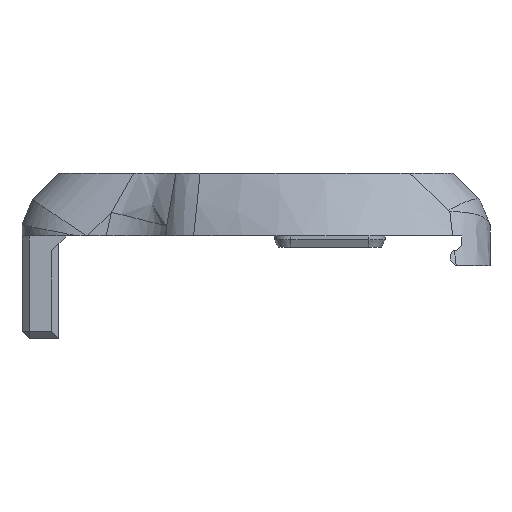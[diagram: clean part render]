
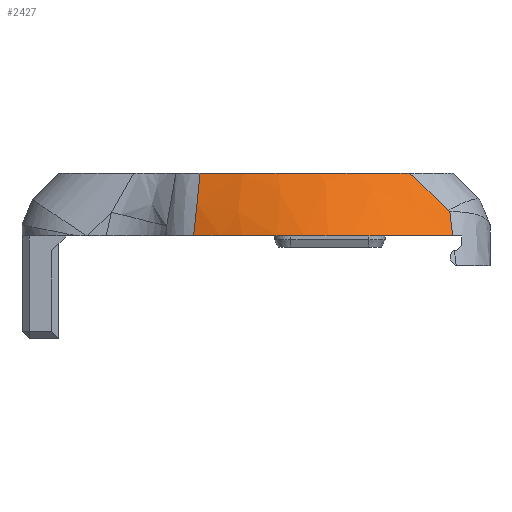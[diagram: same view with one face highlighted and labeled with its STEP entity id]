
A CAD part, front view. The second image highlights one B-rep face of the part: STEP entity #2427.
In plain terms, the highlighted conical face has half-angle 56.494 degrees and reference radius 8.431 mm.
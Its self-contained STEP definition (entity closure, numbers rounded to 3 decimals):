
#38=CONICAL_SURFACE('',#2601,8.432,0.986);
#62=(
BOUNDED_CURVE()
B_SPLINE_CURVE(2,(#3535,#3536,#3537),.UNSPECIFIED.,.F.,.F.)
B_SPLINE_CURVE_WITH_KNOTS((3,3),(0.219,1.974),
 .UNSPECIFIED.)
CURVE()
GEOMETRIC_REPRESENTATION_ITEM()
RATIONAL_B_SPLINE_CURVE((1.191,1.871,1.146))
REPRESENTATION_ITEM('')
);
#68=(
BOUNDED_CURVE()
B_SPLINE_CURVE(2,(#4000,#4001,#4002),.UNSPECIFIED.,.F.,.F.)
B_SPLINE_CURVE_WITH_KNOTS((3,3),(3.183,6.365),
 .UNSPECIFIED.)
CURVE()
GEOMETRIC_REPRESENTATION_ITEM()
RATIONAL_B_SPLINE_CURVE((2.601,2.955,2.417))
REPRESENTATION_ITEM('')
);
#94=B_SPLINE_CURVE_WITH_KNOTS('',3,(#3969,#3970,#3971,#3972),
 .UNSPECIFIED.,.F.,.F.,(4,4),(1.794,2.131),
 .UNSPECIFIED.);
#97=B_SPLINE_CURVE_WITH_KNOTS('',3,(#3986,#3987,#3988,#3989),
 .UNSPECIFIED.,.F.,.F.,(4,4),(-1.96,-1.833),
 .UNSPECIFIED.);
#98=B_SPLINE_CURVE_WITH_KNOTS('',3,(#3991,#3992,#3993,#3994),
 .UNSPECIFIED.,.F.,.F.,(4,4),(1.197,1.206),
 .UNSPECIFIED.);
#99=B_SPLINE_CURVE_WITH_KNOTS('',3,(#3996,#3997,#3998,#3999),
 .UNSPECIFIED.,.F.,.F.,(4,4),(1.198,1.437),
 .UNSPECIFIED.);
#250=FACE_OUTER_BOUND('',#395,.T.);
#395=EDGE_LOOP('',(#1958,#1959,#1960,#1961,#1962,#1963));
#1045=VERTEX_POINT('',#3526);
#1046=VERTEX_POINT('',#3534);
#1132=VERTEX_POINT('',#3968);
#1134=VERTEX_POINT('',#3985);
#1135=VERTEX_POINT('',#3990);
#1136=VERTEX_POINT('',#3995);
#1309=EDGE_CURVE('',#1045,#1046,#62,.T.);
#1437=EDGE_CURVE('',#1046,#1132,#94,.T.);
#1440=EDGE_CURVE('',#1134,#1045,#97,.T.);
#1441=EDGE_CURVE('',#1135,#1134,#98,.T.);
#1442=EDGE_CURVE('',#1136,#1135,#99,.T.);
#1443=EDGE_CURVE('',#1132,#1136,#68,.F.);
#1958=ORIENTED_EDGE('',*,*,#1309,.F.);
#1959=ORIENTED_EDGE('',*,*,#1440,.F.);
#1960=ORIENTED_EDGE('',*,*,#1441,.F.);
#1961=ORIENTED_EDGE('',*,*,#1442,.F.);
#1962=ORIENTED_EDGE('',*,*,#1443,.F.);
#1963=ORIENTED_EDGE('',*,*,#1437,.F.);
#2427=ADVANCED_FACE('',(#250),#38,.T.);
#2601=AXIS2_PLACEMENT_3D('',#3984,#3084,#3085);
#3084=DIRECTION('center_axis',(0.,1.,0.));
#3085=DIRECTION('ref_axis',(1.,0.,0.));
#3526=CARTESIAN_POINT('',(6.645,-4.827,5.6));
#3534=CARTESIAN_POINT('',(-7.37,-4.455,5.6));
#3535=CARTESIAN_POINT('Ctrl Pts',(6.645,-4.827,5.6));
#3536=CARTESIAN_POINT('Ctrl Pts',(-0.143,-8.264,
5.6));
#3537=CARTESIAN_POINT('Ctrl Pts',(-7.37,-4.455,5.6));
#3968=CARTESIAN_POINT('',(-7.02,-3.026,9.));
#3969=CARTESIAN_POINT('Ctrl Pts',(-7.37,-4.455,5.6));
#3970=CARTESIAN_POINT('Ctrl Pts',(-7.238,-4.038,6.815));
#3971=CARTESIAN_POINT('Ctrl Pts',(-7.119,-3.546,7.93));
#3972=CARTESIAN_POINT('Ctrl Pts',(-7.02,-3.026,9.));
#3984=CARTESIAN_POINT('Origin',(-0.002,-5.,0.));
#3985=CARTESIAN_POINT('',(6.491,-4.304,6.912));
#3986=CARTESIAN_POINT('Ctrl Pts',(6.491,-4.305,6.912));
#3987=CARTESIAN_POINT('Ctrl Pts',(6.541,-4.488,6.488));
#3988=CARTESIAN_POINT('Ctrl Pts',(6.593,-4.664,6.053));
#3989=CARTESIAN_POINT('Ctrl Pts',(6.647,-4.829,5.601));
#3990=CARTESIAN_POINT('',(6.443,-4.28,7.005));
#3991=CARTESIAN_POINT('Ctrl Pts',(6.443,-4.28,7.005));
#3992=CARTESIAN_POINT('Ctrl Pts',(6.459,-4.288,6.974));
#3993=CARTESIAN_POINT('Ctrl Pts',(6.475,-4.296,6.943));
#3994=CARTESIAN_POINT('Ctrl Pts',(6.491,-4.304,6.912));
#3995=CARTESIAN_POINT('',(4.294,-3.98,9.));
#3996=CARTESIAN_POINT('Ctrl Pts',(4.294,-3.98,9.));
#3997=CARTESIAN_POINT('Ctrl Pts',(5.003,-4.151,8.374));
#3998=CARTESIAN_POINT('Ctrl Pts',(5.731,-4.257,7.703));
#3999=CARTESIAN_POINT('Ctrl Pts',(6.443,-4.279,7.005));
#4000=CARTESIAN_POINT('Ctrl Pts',(4.294,-3.98,9.));
#4001=CARTESIAN_POINT('Ctrl Pts',(-0.982,-5.484,
9.));
#4002=CARTESIAN_POINT('Ctrl Pts',(-7.02,-3.026,9.));
